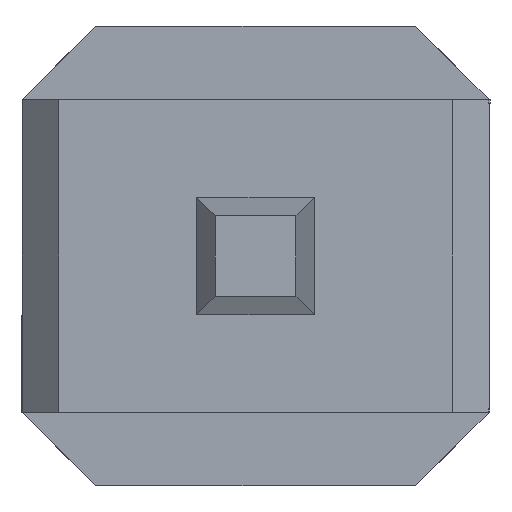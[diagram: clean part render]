
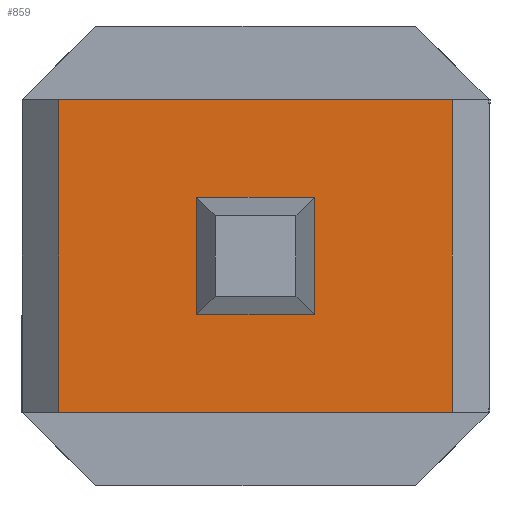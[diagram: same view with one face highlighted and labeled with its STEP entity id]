
A CAD part, front view. The second image highlights one B-rep face of the part: STEP entity #859.
In plain terms, the highlighted planar face has unit normal (0, -1, 0).
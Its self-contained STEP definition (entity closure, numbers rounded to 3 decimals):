
#19 = ORIENTED_EDGE ( 'NONE', *, *, #723, .T. ) ;
#24 = ORIENTED_EDGE ( 'NONE', *, *, #983, .F. ) ;
#28 = ORIENTED_EDGE ( 'NONE', *, *, #1342, .T. ) ;
#48 = LINE ( 'NONE', #89, #350 ) ;
#67 = DIRECTION ( 'NONE',  ( 0., 0., -1. ) ) ;
#74 = LINE ( 'NONE', #503, #1197 ) ;
#78 = CARTESIAN_POINT ( 'NONE',  ( -1.07, 0.54, 0.85 ) ) ;
#89 = CARTESIAN_POINT ( 'NONE',  ( -0.32, 0.54, 0.32 ) ) ;
#94 = CARTESIAN_POINT ( 'NONE',  ( -1.27, 0.54, -0.85 ) ) ;
#122 = CARTESIAN_POINT ( 'NONE',  ( 1.07, 0.54, -0.85 ) ) ;
#149 = LINE ( 'NONE', #589, #1094 ) ;
#169 = LINE ( 'NONE', #608, #254 ) ;
#187 = DIRECTION ( 'NONE',  ( 0., 0., 1. ) ) ;
#254 = VECTOR ( 'NONE', #1046, 1000. ) ;
#274 = PLANE ( 'NONE',  #1165 ) ;
#296 = DIRECTION ( 'NONE',  ( -1., 0., 0. ) ) ;
#342 = VECTOR ( 'NONE', #568, 1000. ) ;
#350 = VECTOR ( 'NONE', #1366, 1000. ) ;
#351 = VECTOR ( 'NONE', #1346, 1000. ) ;
#387 = CARTESIAN_POINT ( 'NONE',  ( 1.07, 0.54, 0.85 ) ) ;
#465 = VECTOR ( 'NONE', #296, 1000. ) ;
#492 = VECTOR ( 'NONE', #67, 1000. ) ;
#503 = CARTESIAN_POINT ( 'NONE',  ( -0.32, 0.54, 0.32 ) ) ;
#568 = DIRECTION ( 'NONE',  ( 0., 0., 1. ) ) ;
#589 = CARTESIAN_POINT ( 'NONE',  ( -1.07, 0.54, -0.85 ) ) ;
#595 = LINE ( 'NONE', #1032, #492 ) ;
#608 = CARTESIAN_POINT ( 'NONE',  ( -1.27, 0.54, 0.85 ) ) ;
#620 = VERTEX_POINT ( 'NONE', #387 ) ;
#691 = VERTEX_POINT ( 'NONE', #1327 ) ;
#723 = EDGE_CURVE ( 'NONE', #757, #766, #1299, .T. ) ;
#726 = CARTESIAN_POINT ( 'NONE',  ( -1.27, 0.54, 0.85 ) ) ;
#730 = EDGE_CURVE ( 'NONE', #1216, #821, #48, .T. ) ;
#757 = VERTEX_POINT ( 'NONE', #1249 ) ;
#766 = VERTEX_POINT ( 'NONE', #1238 ) ;
#782 = VERTEX_POINT ( 'NONE', #929 ) ;
#802 = ORIENTED_EDGE ( 'NONE', *, *, #730, .T. ) ;
#818 = EDGE_CURVE ( 'NONE', #782, #1216, #74, .T. ) ;
#821 = VERTEX_POINT ( 'NONE', #837 ) ;
#830 = VERTEX_POINT ( 'NONE', #78 ) ;
#836 = ORIENTED_EDGE ( 'NONE', *, *, #818, .T. ) ;
#837 = CARTESIAN_POINT ( 'NONE',  ( 0.32, 0.54, 0.32 ) ) ;
#857 = FACE_BOUND ( 'NONE', #1168, .T. ) ;
#859 = ADVANCED_FACE ( 'NONE', ( #857, #1319 ), #274, .F. ) ;
#868 = ORIENTED_EDGE ( 'NONE', *, *, #899, .T. ) ;
#876 = ORIENTED_EDGE ( 'NONE', *, *, #998, .T. ) ;
#882 = LINE ( 'NONE', #1340, #465 ) ;
#899 = EDGE_CURVE ( 'NONE', #691, #782, #882, .T. ) ;
#929 = CARTESIAN_POINT ( 'NONE',  ( -0.32, 0.54, -0.32 ) ) ;
#955 = CARTESIAN_POINT ( 'NONE',  ( -0.32, 0.54, 0.32 ) ) ;
#959 = DIRECTION ( 'NONE',  ( 0., 0., 1. ) ) ;
#983 = EDGE_CURVE ( 'NONE', #757, #830, #149, .T. ) ;
#998 = EDGE_CURVE ( 'NONE', #821, #691, #595, .T. ) ;
#1028 = DIRECTION ( 'NONE',  ( 0., 0., 1. ) ) ;
#1032 = CARTESIAN_POINT ( 'NONE',  ( 0.32, 0.54, 0.32 ) ) ;
#1046 = DIRECTION ( 'NONE',  ( 1., 0., 0. ) ) ;
#1094 = VECTOR ( 'NONE', #1028, 1000. ) ;
#1111 = LINE ( 'NONE', #122, #342 ) ;
#1165 = AXIS2_PLACEMENT_3D ( 'NONE', #726, #1205, #187 ) ;
#1168 = EDGE_LOOP ( 'NONE', ( #876, #868, #836, #802 ) ) ;
#1185 = EDGE_LOOP ( 'NONE', ( #19, #28, #1195, #24 ) ) ;
#1195 = ORIENTED_EDGE ( 'NONE', *, *, #1227, .F. ) ;
#1197 = VECTOR ( 'NONE', #959, 1000. ) ;
#1205 = DIRECTION ( 'NONE',  ( 0., 1., 0. ) ) ;
#1216 = VERTEX_POINT ( 'NONE', #955 ) ;
#1227 = EDGE_CURVE ( 'NONE', #830, #620, #169, .T. ) ;
#1238 = CARTESIAN_POINT ( 'NONE',  ( 1.07, 0.54, -0.85 ) ) ;
#1249 = CARTESIAN_POINT ( 'NONE',  ( -1.07, 0.54, -0.85 ) ) ;
#1299 = LINE ( 'NONE', #94, #351 ) ;
#1319 = FACE_OUTER_BOUND ( 'NONE', #1185, .T. ) ;
#1327 = CARTESIAN_POINT ( 'NONE',  ( 0.32, 0.54, -0.32 ) ) ;
#1340 = CARTESIAN_POINT ( 'NONE',  ( -0.32, 0.54, -0.32 ) ) ;
#1342 = EDGE_CURVE ( 'NONE', #766, #620, #1111, .T. ) ;
#1346 = DIRECTION ( 'NONE',  ( 1., 0., 0. ) ) ;
#1366 = DIRECTION ( 'NONE',  ( 1., 0., 0. ) ) ;
